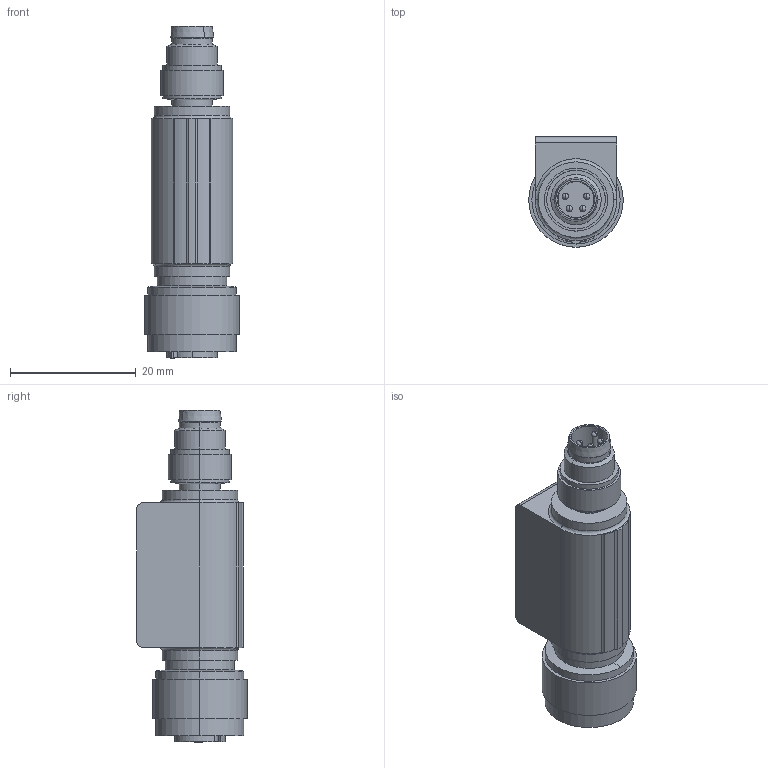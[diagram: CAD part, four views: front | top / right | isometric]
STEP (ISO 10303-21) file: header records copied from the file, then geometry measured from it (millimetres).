
FILE_DESCRIPTION(('SolidDesigner STEP Export'),'2;1');
FILE_NAME('1519736.stp','2010-10-08T14:11:00',(''),(''),'CoCreate Modeling STEP processor for AP214 (Solid Model)','CoCreate Modeling 16.00A 16-Aug-2008 (C) Parametric Technology GmbH','');
FILE_SCHEMA(('AUTOMOTIVE_DESIGN { 1 0 10303 214 1 1 1 1 }'));
Length unit declared in the file: millimetre
Products named in the file (2): 1519736
Assembly tree (1 placements, depth 2):
  1519736
    1519736
Bounding box: 15 x 17.5 x 52.7 mm (x, y, z)
Volume: 7028.1 mm3; surface area: 3796 mm2
Topology: 1 solids, 1 shells, 137 faces, 322 edges, 203 vertices
Faces by surface type: cylinder 72, plane 31, cone 22, sphere 8, torus 4
Entity records: 4284 total; most frequent: ORIENTED_EDGE 628, CARTESIAN_POINT 494, DIRECTION 473, EDGE_CURVE 314, VERTEX_POINT 203, AXIS2_PLACEMENT_3D 182, EDGE_LOOP 161, FACE_OUTER_BOUND 137
